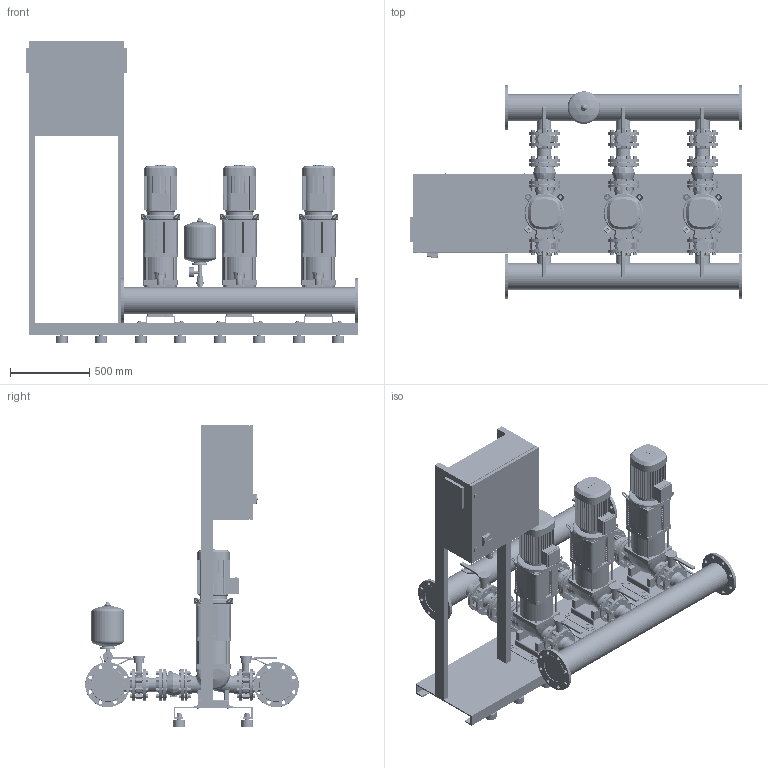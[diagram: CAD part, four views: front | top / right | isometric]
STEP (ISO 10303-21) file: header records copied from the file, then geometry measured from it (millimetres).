
FILE_DESCRIPTION((''),'2;1');
FILE_NAME('3d_CO-3HELIXV5202_2_K_CC-02-2530672.stp','2016-01-25T09:50:37',(''),(''),'Mechanical Desktop 2009','Mechanical Desktop 2009',', , ');
FILE_SCHEMA(('CONFIG_CONTROL_DESIGN'));
Length unit declared in the file: millimetre
Products named in the file (1): Product
Bounding box: 2100 x 1351 x 1905 mm (x, y, z)
Volume: 330299342.1 mm3; surface area: 18462125.6 mm2
Topology: 284 solids, 284 shells, 9349 faces, 23377 edges, 15081 vertices
Faces by surface type: bspline 3869, plane 2618, cylinder 2047, torus 477, cone 288, sphere 50
Entity records: 323958 total; most frequent: CARTESIAN_POINT 106271, ORIENTED_EDGE 46658, DIRECTION 41570, EDGE_CURVE 23329, VERTEX_POINT 15080, AXIS2_PLACEMENT_3D 13956, VECTOR 13658, LINE 13658
